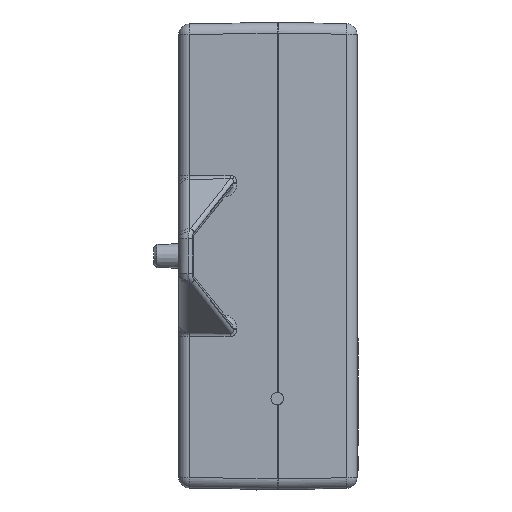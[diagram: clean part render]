
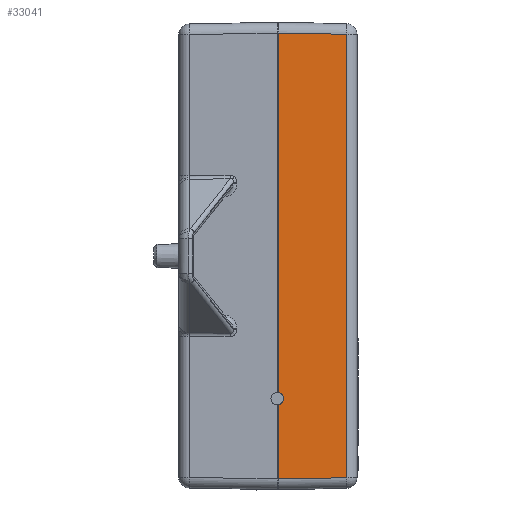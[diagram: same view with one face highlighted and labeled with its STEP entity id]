
A CAD part, left-side view. The second image highlights one B-rep face of the part: STEP entity #33041.
In plain terms, the highlighted planar face has unit normal (-1, -0.018, 0).
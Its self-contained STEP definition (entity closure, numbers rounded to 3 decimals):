
#8 =( BOUNDED_CURVE ( )  B_SPLINE_CURVE ( 3, ( #51379, #51375, #51367, #51381 ),
 .UNSPECIFIED., .F., .T. ) 
 B_SPLINE_CURVE_WITH_KNOTS ( ( 4, 4 ),
 ( 1.743, 4.54 ),
 .UNSPECIFIED. ) 
 CURVE ( )  GEOMETRIC_REPRESENTATION_ITEM ( )  RATIONAL_B_SPLINE_CURVE ( ( 1., 0.448, 0.448, 1. ) ) 
 REPRESENTATION_ITEM ( '' )  );
#141 = EDGE_LOOP ( 'NONE', ( #9843, #9821, #9817, #9898, #9892, #9733 ) ) ;
#1015 = EDGE_CURVE ( 'NONE', #45789, #45689, #8, .T. ) ;
#7372 = LINE ( 'NONE', #34011, #7377 ) ;
#7377 = VECTOR ( 'NONE', #34041, 1000. ) ;
#7577 = LINE ( 'NONE', #35069, #7580 ) ;
#7580 = VECTOR ( 'NONE', #35074, 1000. ) ;
#7627 = LINE ( 'NONE', #35478, #7630 ) ;
#7630 = VECTOR ( 'NONE', #35485, 1000. ) ;
#8226 = FACE_OUTER_BOUND ( 'NONE', #141, .T. ) ;
#9733 = ORIENTED_EDGE ( 'NONE', *, *, #1015, .F. ) ;
#9817 = ORIENTED_EDGE ( 'NONE', *, *, #28102, .T. ) ;
#9821 = ORIENTED_EDGE ( 'NONE', *, *, #28309, .T. ) ;
#9843 = ORIENTED_EDGE ( 'NONE', *, *, #28154, .F. ) ;
#9892 = ORIENTED_EDGE ( 'NONE', *, *, #31673, .F. ) ;
#9898 = ORIENTED_EDGE ( 'NONE', *, *, #28186, .T. ) ;
#11372 = CARTESIAN_POINT ( 'NONE',  ( -29.995, -2.9, -62.495 ) ) ;
#11381 = CARTESIAN_POINT ( 'NONE',  ( -29.995, -2.9, 62.495 ) ) ;
#11389 = CARTESIAN_POINT ( 'NONE',  ( -29.66, -22.052, 62.161 ) ) ;
#11542 = CARTESIAN_POINT ( 'NONE',  ( -29.66, -22.052, -62.161 ) ) ;
#17985 = VERTEX_POINT ( 'NONE', #11372 ) ;
#18008 = VERTEX_POINT ( 'NONE', #11381 ) ;
#18023 = VERTEX_POINT ( 'NONE', #11389 ) ;
#18495 = VERTEX_POINT ( 'NONE', #11542 ) ;
#26560 = CARTESIAN_POINT ( 'NONE',  ( -29.995, -2.9, -38.276 ) ) ;
#27105 = CARTESIAN_POINT ( 'NONE',  ( -29.995, -2.9, -41.724 ) ) ;
#28102 = EDGE_CURVE ( 'NONE', #18495, #18023, #36702, .T. ) ;
#28154 = EDGE_CURVE ( 'NONE', #17985, #45789, #37024, .T. ) ;
#28186 = EDGE_CURVE ( 'NONE', #18023, #18008, #7372, .T. ) ;
#28309 = EDGE_CURVE ( 'NONE', #17985, #18495, #7577, .T. ) ;
#31673 = EDGE_CURVE ( 'NONE', #45689, #18008, #7627, .T. ) ;
#33041 = ADVANCED_FACE ( 'NONE', ( #8226 ), #46732, .T. ) ;
#33550 = CARTESIAN_POINT ( 'NONE',  ( -29.66, -22.052, 65.109 ) ) ;
#33552 = DIRECTION ( 'NONE',  ( 0., 0., 1. ) ) ;
#33771 = CARTESIAN_POINT ( 'NONE',  ( -29.995, -2.9, 65.5 ) ) ;
#33794 = DIRECTION ( 'NONE',  ( 0., 0., 1. ) ) ;
#34011 = CARTESIAN_POINT ( 'NONE',  ( -30.001, -2.548, 62.501 ) ) ;
#34041 = DIRECTION ( 'NONE',  ( -0.017, 1., 0.017 ) ) ;
#35069 = CARTESIAN_POINT ( 'NONE',  ( -29.961, -4.833, -62.461 ) ) ;
#35074 = DIRECTION ( 'NONE',  ( 0.017, -1., 0.017 ) ) ;
#35478 = CARTESIAN_POINT ( 'NONE',  ( -29.995, -2.9, 65.5 ) ) ;
#35485 = DIRECTION ( 'NONE',  ( 0., 0., 1. ) ) ;
#36689 = VECTOR ( 'NONE', #33552, 1000. ) ;
#36702 = LINE ( 'NONE', #33550, #36689 ) ;
#37024 = LINE ( 'NONE', #33771, #37074 ) ;
#37074 = VECTOR ( 'NONE', #33794, 1000. ) ;
#38512 = AXIS2_PLACEMENT_3D ( 'NONE', #46730, #46735, #46736 ) ;
#45689 = VERTEX_POINT ( 'NONE', #26560 ) ;
#45789 = VERTEX_POINT ( 'NONE', #27105 ) ;
#46730 = CARTESIAN_POINT ( 'NONE',  ( -30., -2.6, 65.5 ) ) ;
#46732 = PLANE ( 'NONE',  #38512 ) ;
#46735 = DIRECTION ( 'NONE',  ( -1., -0.017, 0. ) ) ;
#46736 = DIRECTION ( 'NONE',  ( 0.017, -1., 0. ) ) ;
#51367 = CARTESIAN_POINT ( 'NONE',  ( -29.951, -5.43, -38.716 ) ) ;
#51375 = CARTESIAN_POINT ( 'NONE',  ( -29.951, -5.43, -41.284 ) ) ;
#51379 = CARTESIAN_POINT ( 'NONE',  ( -29.995, -2.9, -41.724 ) ) ;
#51381 = CARTESIAN_POINT ( 'NONE',  ( -29.995, -2.9, -38.276 ) ) ;
